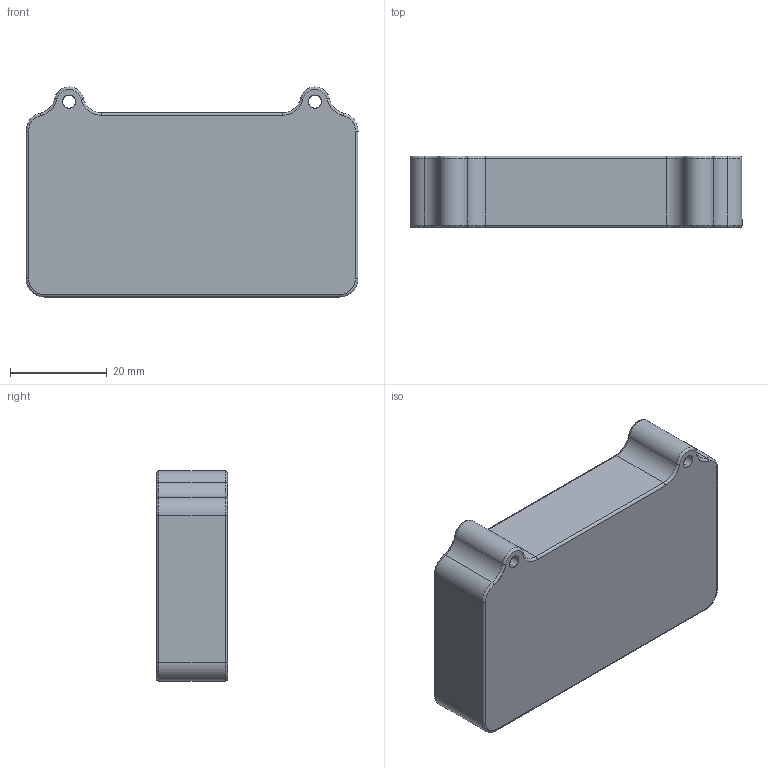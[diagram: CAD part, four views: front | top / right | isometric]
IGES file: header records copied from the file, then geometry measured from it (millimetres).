
Start section: SolidWorks IGES file using analytic representation for surfaces
Global section: file name: RS232InterfaceEnclosure-REVA-CustomerSolid.IGS; native system: SolidWorks 2007; preprocessor: SolidWorks 2007; author: T; date: 140321.120439; units: inch
Bounding box: 68.58 x 14.73 x 43.41 mm (x, y, z)
Surface area: 8661.8 mm2 (no closed solid volume)
Topology: 0 solids, 0 shells, 48 faces, 522 edges, 522 vertices
Faces by surface type: bspline 26, revolution 22
